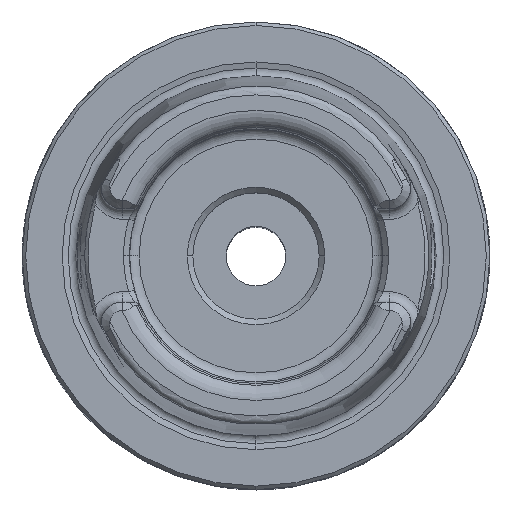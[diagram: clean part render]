
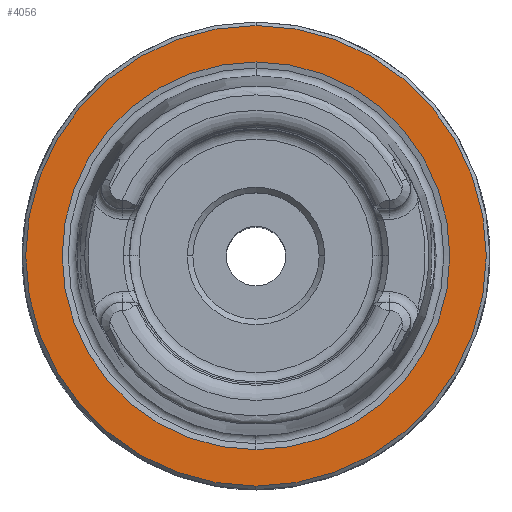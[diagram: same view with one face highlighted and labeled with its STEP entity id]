
A CAD part, top view. The second image highlights one B-rep face of the part: STEP entity #4056.
In plain terms, the highlighted planar face has unit normal (0, 0, 1).
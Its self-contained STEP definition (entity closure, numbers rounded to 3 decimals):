
#1550=VERTEX_POINT('NONE',#4482);
#1600=EDGE_CURVE('NONE',#1954,#1550,#4538,.T.);
#1954=VERTEX_POINT('NONE',#4917);
#2704=EDGE_CURVE('NONE',#3780,#2878,#5742,.T.);
#2790=EDGE_CURVE('NONE',#2878,#3780,#5836,.T.);
#2878=VERTEX_POINT('NONE',#5938);
#3780=VERTEX_POINT('NONE',#6921);
#4056=ADVANCED_FACE('NONE',(#7229,#7230),#7231,.F.);
#4084=EDGE_CURVE('NONE',#1550,#1954,#7262,.F.);
#4482=CARTESIAN_POINT('',(0.,26.09,0.));
#4538=CIRCLE('',#7955,26.09);
#4917=CARTESIAN_POINT('',(0.,-26.09,0.));
#5742=CIRCLE('',#11092,30.995);
#5836=CIRCLE('',#11359,30.995);
#5938=CARTESIAN_POINT('',(0.,-30.995,0.));
#6921=CARTESIAN_POINT('',(0.,30.995,0.));
#7229=FACE_OUTER_BOUND('',#15448,.T.);
#7230=FACE_BOUND('',#15449,.T.);
#7231=PLANE('',#15450);
#7262=CIRCLE('',#15588,26.09);
#7955=AXIS2_PLACEMENT_3D('',#16480,#16481,#16482);
#11092=AXIS2_PLACEMENT_3D('',#17705,#17706,#17707);
#11359=AXIS2_PLACEMENT_3D('',#17795,#17796,#17797);
#15448=EDGE_LOOP('',(#19324,#19325));
#15449=EDGE_LOOP('',(#19326,#19327));
#15450=AXIS2_PLACEMENT_3D('',#19328,#19329,#19330);
#15588=AXIS2_PLACEMENT_3D('',#19360,#19361,#19362);
#16480=CARTESIAN_POINT('',(0.,0.,0.));
#16481=DIRECTION('',(0.0,-0.0,1.0));
#16482=DIRECTION('',(0.,1.0,0.0));
#17705=CARTESIAN_POINT('',(0.,0.,0.));
#17706=DIRECTION('',(0.0,0.0,1.0));
#17707=DIRECTION('',(0.,-1.0,0.0));
#17795=CARTESIAN_POINT('',(0.,0.,0.));
#17796=DIRECTION('',(0.0,0.0,1.0));
#17797=DIRECTION('',(0.,-1.0,0.0));
#19324=ORIENTED_EDGE('',*,*,#2790,.T.);
#19325=ORIENTED_EDGE('',*,*,#2704,.T.);
#19326=ORIENTED_EDGE('',*,*,#4084,.F.);
#19327=ORIENTED_EDGE('',*,*,#1600,.F.);
#19328=CARTESIAN_POINT('',(0.,-24.796,0.));
#19329=DIRECTION('',(-0.0,0.0,-1.0));
#19330=DIRECTION('',(0.,-1.0,0.0));
#19360=CARTESIAN_POINT('',(0.,0.,0.));
#19361=DIRECTION('',(0.0,0.0,-1.0));
#19362=DIRECTION('',(0.,1.0,0.0));
